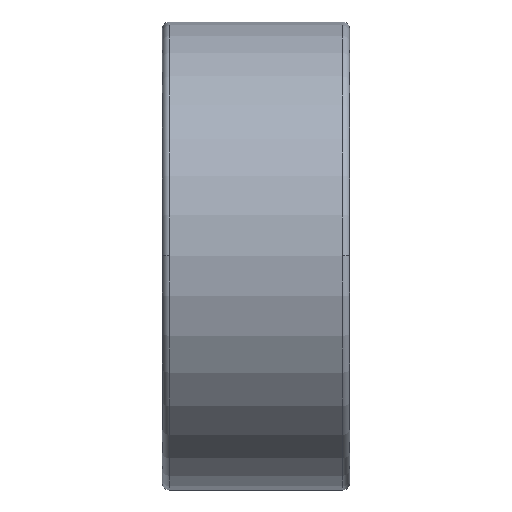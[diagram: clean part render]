
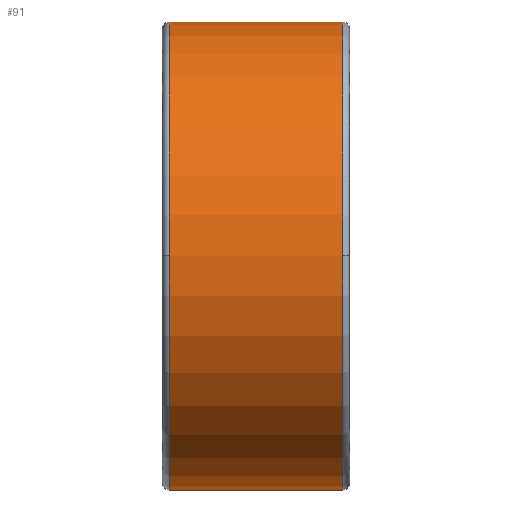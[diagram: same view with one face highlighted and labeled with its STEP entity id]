
A CAD part, top view. The second image highlights one B-rep face of the part: STEP entity #91.
In plain terms, the highlighted cylindrical face has radius 20 mm (diameter 40 mm), a partial arc.
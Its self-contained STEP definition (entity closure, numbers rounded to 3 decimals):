
#91=ADVANCED_FACE('',(#285),#286,.T.);
#285=FACE_OUTER_BOUND('',#725,.T.);
#286=CYLINDRICAL_SURFACE('',#726,20.0);
#725=EDGE_LOOP('',(#1196,#1197,#1198,#1199,#1200,#1201));
#726=AXIS2_PLACEMENT_3D('',#1202,#1203,#1204);
#1196=ORIENTED_EDGE('',*,*,#2557,.F.);
#1197=ORIENTED_EDGE('',*,*,#2535,.T.);
#1198=ORIENTED_EDGE('',*,*,#2558,.T.);
#1199=ORIENTED_EDGE('',*,*,#2559,.F.);
#1200=ORIENTED_EDGE('',*,*,#2560,.F.);
#1201=ORIENTED_EDGE('',*,*,#2553,.F.);
#1202=CARTESIAN_POINT('',(8.0,0.0,0.0));
#1203=DIRECTION('',(1.0,0.0,0.0));
#1204=DIRECTION('',(0.0,1.0,0.0));
#2535=EDGE_CURVE('',#2946,#2944,#2947,.T.);
#2553=EDGE_CURVE('',#2980,#2982,#2983,.T.);
#2557=EDGE_CURVE('',#2946,#2980,#2989,.T.);
#2558=EDGE_CURVE('',#2944,#2990,#2991,.T.);
#2559=EDGE_CURVE('',#2992,#2990,#2993,.T.);
#2560=EDGE_CURVE('',#2982,#2992,#2994,.T.);
#2944=VERTEX_POINT('',#3632);
#2946=VERTEX_POINT('',#3634);
#2947=CIRCLE('',#3635,20.0);
#2980=VERTEX_POINT('',#3672);
#2982=VERTEX_POINT('',#3674);
#2983=CIRCLE('',#3675,20.0);
#2989=LINE('',#3681,#3682);
#2990=VERTEX_POINT('',#3683);
#2991=CIRCLE('',#3684,20.0);
#2992=VERTEX_POINT('',#3685);
#2993=LINE('',#3686,#3687);
#2994=CIRCLE('',#3688,20.0);
#3632=CARTESIAN_POINT('',(0.6,0.,20.0));
#3634=CARTESIAN_POINT('',(0.6,20.0,0.0));
#3635=AXIS2_PLACEMENT_3D('',#6007,#6008,#6009);
#3672=CARTESIAN_POINT('',(15.4,20.0,0.0));
#3674=CARTESIAN_POINT('',(15.4,0.,20.0));
#3675=AXIS2_PLACEMENT_3D('',#6053,#6054,#6055);
#3681=CARTESIAN_POINT('',(8.0,20.0,0.));
#3682=VECTOR('',#6065,1.0);
#3683=CARTESIAN_POINT('',(0.6,-20.0,0.));
#3684=AXIS2_PLACEMENT_3D('',#6066,#6067,#6068);
#3685=CARTESIAN_POINT('',(15.4,-20.0,0.));
#3686=CARTESIAN_POINT('',(8.0,-20.0,0.));
#3687=VECTOR('',#6069,1.0);
#3688=AXIS2_PLACEMENT_3D('',#6070,#6071,#6072);
#6007=CARTESIAN_POINT('',(0.6,0.0,0.0));
#6008=DIRECTION('',(1.0,0.0,0.0));
#6009=DIRECTION('',(0.0,1.0,0.0));
#6053=CARTESIAN_POINT('',(15.4,0.0,0.0));
#6054=DIRECTION('',(1.0,0.0,0.0));
#6055=DIRECTION('',(0.0,1.0,0.0));
#6065=DIRECTION('',(1.0,0.0,0.0));
#6066=CARTESIAN_POINT('',(0.6,0.0,0.0));
#6067=DIRECTION('',(1.0,0.0,0.0));
#6068=DIRECTION('',(0.0,1.0,0.0));
#6069=DIRECTION('',(-1.0,-0.0,-0.0));
#6070=CARTESIAN_POINT('',(15.4,0.0,0.0));
#6071=DIRECTION('',(1.0,0.0,0.0));
#6072=DIRECTION('',(0.0,1.0,0.0));
